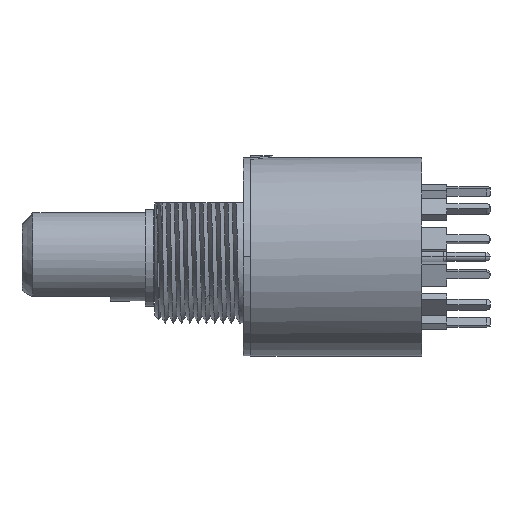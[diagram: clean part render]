
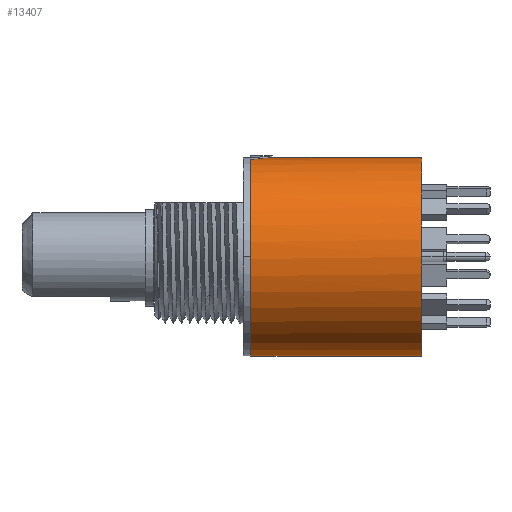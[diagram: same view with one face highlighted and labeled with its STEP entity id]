
A CAD part, left-side view. The second image highlights one B-rep face of the part: STEP entity #13407.
In plain terms, the highlighted cylindrical face has radius 7.137 mm (diameter 14.275 mm), a partial arc.
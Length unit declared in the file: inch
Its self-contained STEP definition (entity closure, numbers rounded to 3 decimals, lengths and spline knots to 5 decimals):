
#2204=CARTESIAN_POINT('',(0.,-0.363,0.));
#2205=DIRECTION('',(0.,1.,0.));
#2206=DIRECTION('',(0.,0.,-1.));
#2207=AXIS2_PLACEMENT_3D('',#2204,#2205,#2206);
#2219=DIRECTION('',(0.,-1.,0.));
#2220=VECTOR('',#2219,0.423);
#2221=CARTESIAN_POINT('',(0.,0.06,0.281));
#2222=LINE('',#2221,#2220);
#2240=CARTESIAN_POINT('',(-0.06,0.12,0.27452));
#2241=CARTESIAN_POINT('',(-0.04012,0.10012,
0.27886));
#2242=CARTESIAN_POINT('',(-0.02012,0.08012,0.281));
#2243=CARTESIAN_POINT('',(0.,0.06,0.281));
#2249=DIRECTION('',(0.,-1.,0.));
#2250=VECTOR('',#2249,0.483);
#2251=CARTESIAN_POINT('',(0.,0.12,-0.281));
#2252=LINE('',#2251,#2250);
#2258=CARTESIAN_POINT('',(0.,0.12,0.));
#2259=DIRECTION('',(0.,1.,0.));
#2260=DIRECTION('',(0.,0.,-1.));
#2261=AXIS2_PLACEMENT_3D('',#2258,#2259,#2260);
#8813=CARTESIAN_POINT('',(0.,-0.363,0.281));
#8814=CARTESIAN_POINT('',(0.,-0.363,-0.281));
#8815=VERTEX_POINT('',#8813);
#8816=VERTEX_POINT('',#8814);
#8825=CARTESIAN_POINT('',(0.,0.12,-0.281));
#8826=VERTEX_POINT('',#8825);
#8849=CARTESIAN_POINT('',(0.,0.06,0.281));
#8851=VERTEX_POINT('',#8849);
#8853=VERTEX_POINT('',#2240);
#13394=CARTESIAN_POINT('',(0.,0.392,0.));
#13395=DIRECTION('',(0.,1.,0.));
#13396=DIRECTION('',(0.,0.,1.));
#13397=AXIS2_PLACEMENT_3D('',#13394,#13395,#13396);
#13398=CYLINDRICAL_SURFACE('',#13397,0.281);
#13399=ORIENTED_EDGE('',*,*,#13375,.T.);
#13400=ORIENTED_EDGE('',*,*,#13299,.T.);
#13401=ORIENTED_EDGE('',*,*,#13266,.F.);
#13402=ORIENTED_EDGE('',*,*,#13296,.F.);
#13404=ORIENTED_EDGE('',*,*,#13403,.T.);
#13405=EDGE_LOOP('',(#13399,#13400,#13401,#13402,#13404));
#13406=FACE_OUTER_BOUND('',#13405,.F.);
#13407=ADVANCED_FACE('',(#13406),#13398,.T.);
#2208=CIRCLE('',#2207,0.281);
#2244=B_SPLINE_CURVE_WITH_KNOTS('',3,(#2240,#2241,#2242,#2243),.UNSPECIFIED.,
.F.,.F.,(4,4),(0.,1.),.UNSPECIFIED.);
#2262=CIRCLE('',#2261,0.281);
#13266=EDGE_CURVE('',#8816,#8815,#2208,.T.);
#13296=EDGE_CURVE('',#8826,#8816,#2252,.T.);
#13299=EDGE_CURVE('',#8851,#8815,#2222,.T.);
#13375=EDGE_CURVE('',#8853,#8851,#2244,.T.);
#13403=EDGE_CURVE('',#8826,#8853,#2262,.T.);
